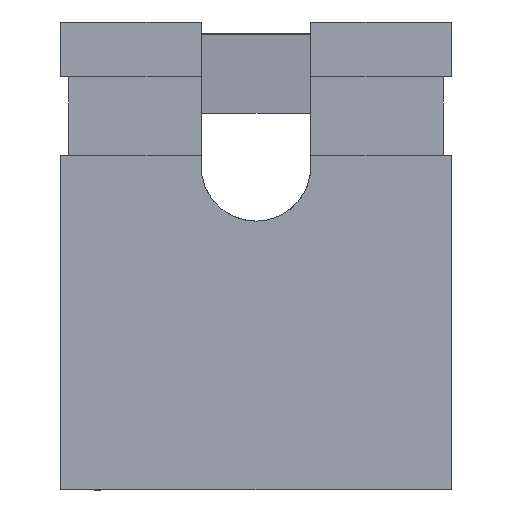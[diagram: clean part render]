
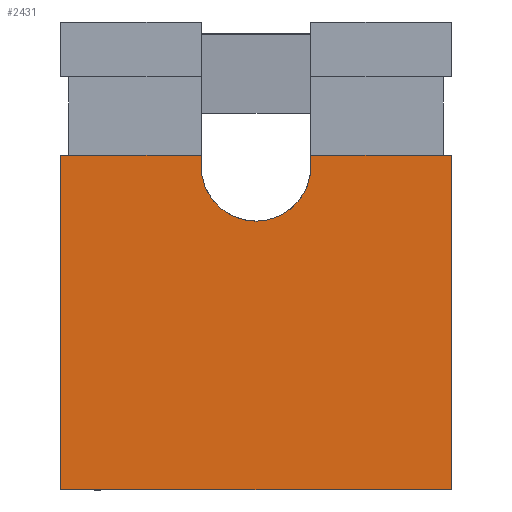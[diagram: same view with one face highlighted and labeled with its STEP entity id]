
A CAD part, front view. The second image highlights one B-rep face of the part: STEP entity #2431.
In plain terms, the highlighted planar face has unit normal (0, -1, 0).
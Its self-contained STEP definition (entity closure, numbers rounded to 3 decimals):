
#159=CIRCLE('',#2598,0.7);
#288=ORIENTED_EDGE('',*,*,#995,.F.);
#289=ORIENTED_EDGE('',*,*,#945,.F.);
#290=ORIENTED_EDGE('',*,*,#977,.F.);
#291=ORIENTED_EDGE('',*,*,#988,.F.);
#292=ORIENTED_EDGE('',*,*,#996,.F.);
#293=ORIENTED_EDGE('',*,*,#993,.F.);
#294=ORIENTED_EDGE('',*,*,#997,.F.);
#295=ORIENTED_EDGE('',*,*,#959,.F.);
#945=EDGE_CURVE('',#1309,#1310,#1543,.T.);
#959=EDGE_CURVE('',#1319,#1320,#1557,.T.);
#977=EDGE_CURVE('',#1333,#1309,#1575,.T.);
#988=EDGE_CURVE('',#1338,#1333,#1586,.T.);
#993=EDGE_CURVE('',#1342,#1343,#1591,.T.);
#995=EDGE_CURVE('',#1310,#1319,#159,.T.);
#996=EDGE_CURVE('',#1343,#1338,#1593,.T.);
#997=EDGE_CURVE('',#1320,#1342,#1594,.T.);
#1309=VERTEX_POINT('',#3571);
#1310=VERTEX_POINT('',#3573);
#1319=VERTEX_POINT('',#3597);
#1320=VERTEX_POINT('',#3599);
#1333=VERTEX_POINT('',#3632);
#1338=VERTEX_POINT('',#3654);
#1342=VERTEX_POINT('',#3663);
#1343=VERTEX_POINT('',#3665);
#1543=LINE('',#3572,#1811);
#1557=LINE('',#3598,#1825);
#1575=LINE('',#3633,#1843);
#1586=LINE('',#3653,#1854);
#1591=LINE('',#3664,#1859);
#1593=LINE('',#3669,#1861);
#1594=LINE('',#3670,#1862);
#1811=VECTOR('',#2844,1000.);
#1825=VECTOR('',#2862,1000.);
#1843=VECTOR('',#2886,1000.);
#1854=VECTOR('',#2907,1000.);
#1859=VECTOR('',#2914,1000.);
#1861=VECTOR('',#2920,1000.);
#1862=VECTOR('',#2921,1000.);
#2058=EDGE_LOOP('',(#288,#289,#290,#291,#292,#293,#294,#295));
#2198=FACE_BOUND('',#2058,.T.);
#2338=PLANE('',#2597);
#2431=ADVANCED_FACE('',(#2198),#2338,.F.);
#2597=AXIS2_PLACEMENT_3D('',#3667,#2916,#2917);
#2598=AXIS2_PLACEMENT_3D('',#3668,#2918,#2919);
#2844=DIRECTION('',(0.,0.,-1.));
#2862=DIRECTION('',(0.,0.,1.));
#2886=DIRECTION('',(1.,0.,0.));
#2907=DIRECTION('',(0.,0.,1.));
#2914=DIRECTION('',(0.,0.,-1.));
#2916=DIRECTION('',(0.,1.,0.));
#2917=DIRECTION('',(0.,0.,1.));
#2918=DIRECTION('',(0.,-1.,0.));
#2919=DIRECTION('',(-1.,0.,0.));
#2920=DIRECTION('',(-1.,0.,0.));
#2921=DIRECTION('',(1.,0.,0.));
#3571=CARTESIAN_POINT('',(-0.7,-1.225,1.285));
#3572=CARTESIAN_POINT('',(-0.7,-1.225,2.985));
#3573=CARTESIAN_POINT('',(-0.7,-1.225,1.145));
#3597=CARTESIAN_POINT('',(0.7,-1.225,1.145));
#3598=CARTESIAN_POINT('',(0.7,-1.225,1.145));
#3599=CARTESIAN_POINT('',(0.7,-1.225,1.285));
#3632=CARTESIAN_POINT('',(-2.49,-1.225,1.285));
#3633=CARTESIAN_POINT('',(-2.49,-1.225,1.285));
#3653=CARTESIAN_POINT('',(-2.49,-1.225,-2.985));
#3654=CARTESIAN_POINT('',(-2.49,-1.225,-2.985));
#3663=CARTESIAN_POINT('',(2.49,-1.225,1.285));
#3664=CARTESIAN_POINT('',(2.49,-1.225,2.985));
#3665=CARTESIAN_POINT('',(2.49,-1.225,-2.985));
#3667=CARTESIAN_POINT('',(0.,-1.225,0.));
#3668=CARTESIAN_POINT('',(0.,-1.225,1.145));
#3669=CARTESIAN_POINT('',(2.49,-1.225,-2.985));
#3670=CARTESIAN_POINT('',(-2.49,-1.225,1.285));
